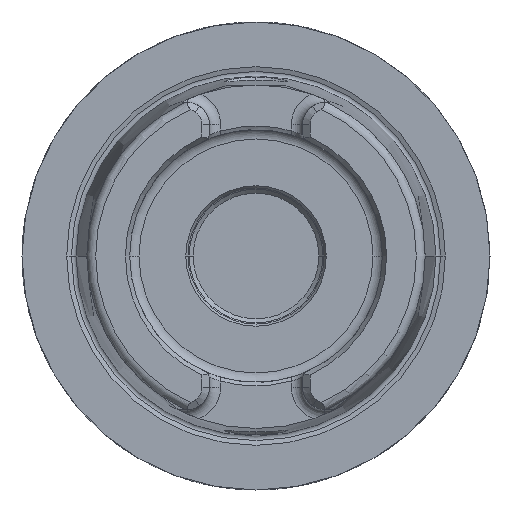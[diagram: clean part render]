
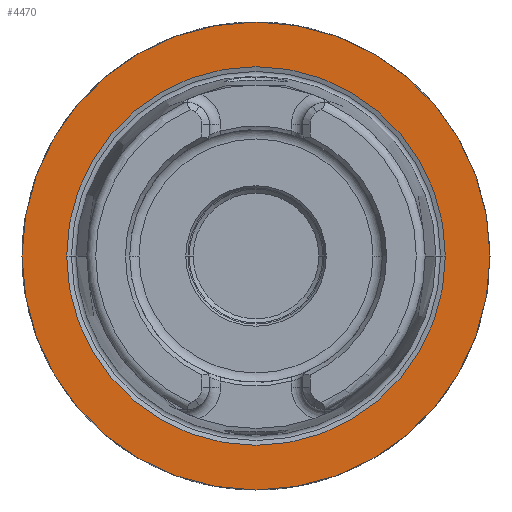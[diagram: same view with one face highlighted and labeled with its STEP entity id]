
A CAD part, left-side view. The second image highlights one B-rep face of the part: STEP entity #4470.
In plain terms, the highlighted planar face has unit normal (-1, 0, 0).
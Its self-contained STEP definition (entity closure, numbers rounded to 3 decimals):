
#1068=CARTESIAN_POINT('',(0.,0.,0.));
#1069=DIRECTION('',(1.,0.,0.));
#1070=DIRECTION('',(0.,1.,0.));
#1071=AXIS2_PLACEMENT_3D('',#1068,#1069,#1070);
#1073=CARTESIAN_POINT('',(0.,0.,0.));
#1074=DIRECTION('',(-1.,0.,0.));
#1075=DIRECTION('',(0.,1.,0.));
#1076=AXIS2_PLACEMENT_3D('',#1073,#1074,#1075);
#1078=CARTESIAN_POINT('',(0.,0.,0.));
#1079=DIRECTION('',(-1.,0.,0.));
#1080=DIRECTION('',(0.,-1.,0.));
#1081=AXIS2_PLACEMENT_3D('',#1078,#1079,#1080);
#1083=CARTESIAN_POINT('',(0.,0.,0.));
#1084=DIRECTION('',(-1.,0.,0.));
#1085=DIRECTION('',(0.,1.,0.));
#1086=AXIS2_PLACEMENT_3D('',#1083,#1084,#1085);
#2723=CARTESIAN_POINT('',(0.,31.5,0.));
#2724=CARTESIAN_POINT('',(0.,-31.5,0.));
#2725=VERTEX_POINT('',#2723);
#2726=VERTEX_POINT('',#2724);
#2751=CARTESIAN_POINT('',(0.,-25.49,0.));
#2752=VERTEX_POINT('',#2751);
#2753=CARTESIAN_POINT('',(0.,25.49,0.));
#2754=VERTEX_POINT('',#2753);
#4455=CARTESIAN_POINT('',(0.,0.,0.));
#4456=DIRECTION('',(1.,0.,0.));
#4457=DIRECTION('',(0.,-1.,0.));
#4458=AXIS2_PLACEMENT_3D('',#4455,#4456,#4457);
#4459=PLANE('',#4458);
#4461=ORIENTED_EDGE('',*,*,#4460,.T.);
#4463=ORIENTED_EDGE('',*,*,#4462,.F.);
#4464=EDGE_LOOP('',(#4461,#4463));
#4465=FACE_OUTER_BOUND('',#4464,.F.);
#4466=ORIENTED_EDGE('',*,*,#4450,.T.);
#4467=ORIENTED_EDGE('',*,*,#4434,.T.);
#4468=EDGE_LOOP('',(#4466,#4467));
#4469=FACE_BOUND('',#4468,.F.);
#4470=ADVANCED_FACE('',(#4465,#4469),#4459,.F.);
#1072=CIRCLE('',#1071,31.5);
#1077=CIRCLE('',#1076,31.5);
#1082=CIRCLE('',#1081,25.49);
#1087=CIRCLE('',#1086,25.49);
#4434=EDGE_CURVE('',#2754,#2752,#1087,.T.);
#4450=EDGE_CURVE('',#2752,#2754,#1082,.T.);
#4460=EDGE_CURVE('',#2725,#2726,#1072,.T.);
#4462=EDGE_CURVE('',#2725,#2726,#1077,.T.);
